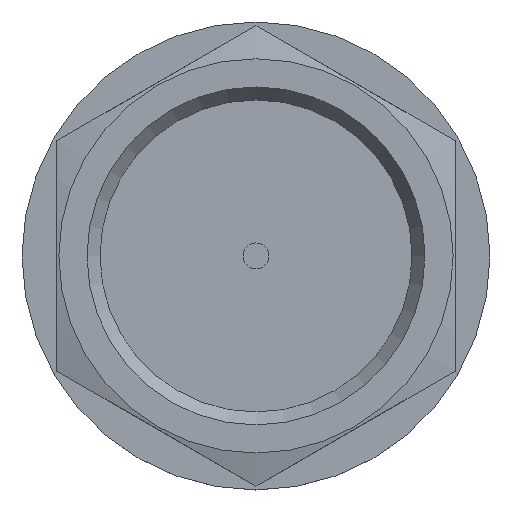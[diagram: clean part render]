
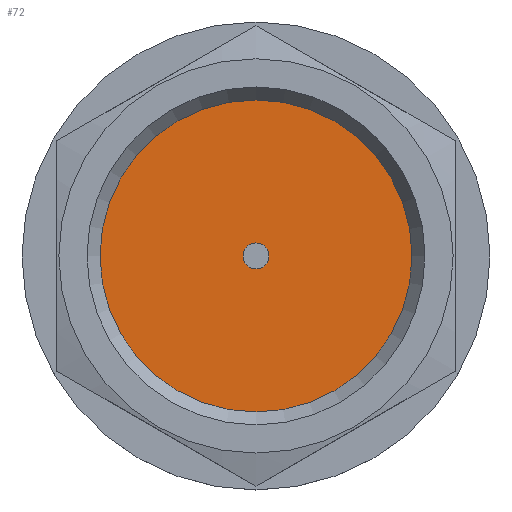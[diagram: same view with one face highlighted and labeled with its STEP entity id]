
A CAD part, top view. The second image highlights one B-rep face of the part: STEP entity #72.
In plain terms, the highlighted planar face has unit normal (0, 0, 1).
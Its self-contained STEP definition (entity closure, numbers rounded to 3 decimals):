
#72 = ADVANCED_FACE( '', ( #150, #151 ), #152, .T. );
#150 = FACE_OUTER_BOUND( '', #229, .T. );
#151 = FACE_BOUND( '', #230, .T. );
#152 = PLANE( '', #231 );
#229 = EDGE_LOOP( '', ( #353 ) );
#230 = EDGE_LOOP( '', ( #354 ) );
#231 = AXIS2_PLACEMENT_3D( '', #355, #356, #357 );
#353 = ORIENTED_EDGE( '', *, *, #417, .T. );
#354 = ORIENTED_EDGE( '', *, *, #436, .F. );
#355 = CARTESIAN_POINT( '', ( 0., 0., 16.5 ) );
#356 = DIRECTION( '', ( 0., 0., 1. ) );
#357 = DIRECTION( '', ( 1., 0., 0. ) );
#417 = EDGE_CURVE( '', #482, #482, #483, .T. );
#436 = EDGE_CURVE( '', #509, #509, #510, .T. );
#482 = VERTEX_POINT( '', #588 );
#483 = CIRCLE( '', #589, 18. );
#509 = VERTEX_POINT( '', #645 );
#510 = CIRCLE( '', #646, 1.5 );
#588 = CARTESIAN_POINT( '', ( 18., 0., 16.5 ) );
#589 = AXIS2_PLACEMENT_3D( '', #680, #681, #682 );
#645 = CARTESIAN_POINT( '', ( 1.5, 0., 16.5 ) );
#646 = AXIS2_PLACEMENT_3D( '', #697, #698, #699 );
#680 = CARTESIAN_POINT( '', ( 0., 0., 16.5 ) );
#681 = DIRECTION( '', ( 0., 0., 1. ) );
#682 = DIRECTION( '', ( 1., 0., 0. ) );
#697 = CARTESIAN_POINT( '', ( 0., 0., 16.5 ) );
#698 = DIRECTION( '', ( 0., 0., 1. ) );
#699 = DIRECTION( '', ( 1., 0., 0. ) );
